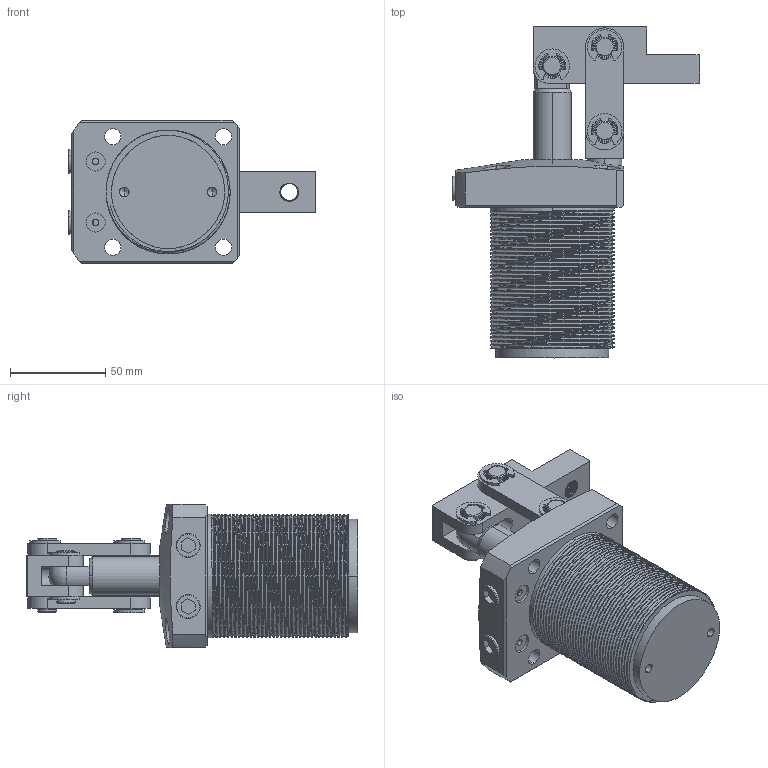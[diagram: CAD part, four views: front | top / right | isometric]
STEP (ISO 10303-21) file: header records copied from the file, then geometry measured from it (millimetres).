
FILE_DESCRIPTION (( 'STEP AP214' ), '1' );
FILE_NAME ('LHC01D-50.STEP', '2019-04-19T12:51:53', ( '' ), ( '' ), 'SwSTEP 2.0', 'SolidWorks 2016', '' );
FILE_SCHEMA (( 'AUTOMOTIVE_DESIGN' ));
Length unit declared in the file: millimetre
Products named in the file (12): LHC01D050活塞杆; 黑芛_10; M4ningjin_5; CPLCU-50-08; CPLCU-50-07; CPLCU-50-04; CPLCU-50-03; CPLCU-50-02; CPLCU-50-01; CPLCU-50-05; LHC01D-50(BT); LHC01D-50
Assembly tree (24 placements, depth 2):
  LHC01D-50
    LHC01D-50(BT)
    CPLCU-50-05
    CPLCU-50-01
    CPLCU-50-02  x2
    CPLCU-50-03
    CPLCU-50-04  x2
    CPLCU-50-07  x6
    CPLCU-50-08  x6
    M4ningjin_5
    黑芛_10  x2
    LHC01D050活塞杆
Bounding box: 130 x 174 x 75 mm (x, y, z)
Volume: 406822 mm3; surface area: 109847.4 mm2
Topology: 24 solids, 24 shells, 827 faces, 2351 edges, 1604 vertices
Faces by surface type: cylinder 457, plane 184, cone 125, bspline 56, torus 4, sphere 1
Entity records: 49614 total; most frequent: CARTESIAN_POINT 35502, ORIENTED_EDGE 3296, DIRECTION 2172, EDGE_CURVE 1648, VERTEX_POINT 1154, AXIS2_PLACEMENT_3D 822, B_SPLINE_CURVE_WITH_KNOTS 784, EDGE_LOOP 616
